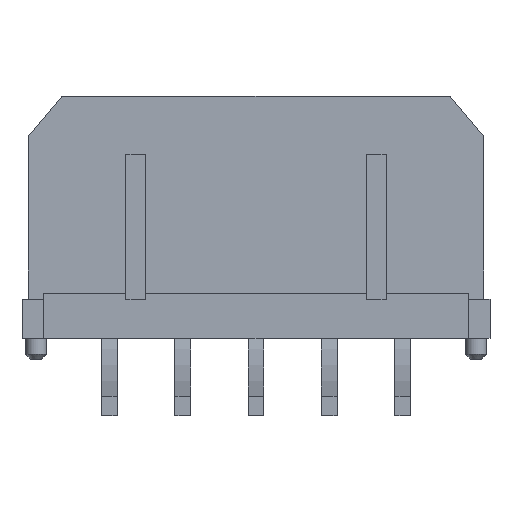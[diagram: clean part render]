
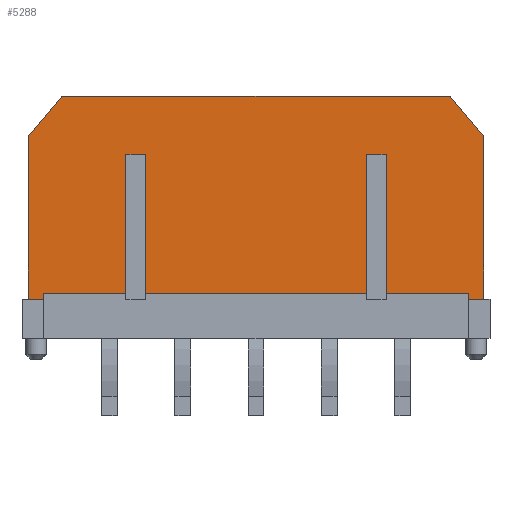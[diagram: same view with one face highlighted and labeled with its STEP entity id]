
A CAD part, front view. The second image highlights one B-rep face of the part: STEP entity #5288.
In plain terms, the highlighted planar face has unit normal (0, -1, 0).
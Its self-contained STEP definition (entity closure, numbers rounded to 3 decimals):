
#1321=DIRECTION('',(0.,0.,1.));
#1322=VECTOR('',#1321,5.66);
#1323=CARTESIAN_POINT('',(5.325,-3.43,-3.105));
#1324=LINE('',#1323,#1322);
#1325=DIRECTION('',(-1.,0.,0.));
#1326=VECTOR('',#1325,0.8);
#1327=CARTESIAN_POINT('',(5.325,-3.43,2.555));
#1328=LINE('',#1327,#1326);
#1329=DIRECTION('',(0.,0.,1.));
#1330=VECTOR('',#1329,5.66);
#1331=CARTESIAN_POINT('',(4.525,-3.43,-3.105));
#1332=LINE('',#1331,#1330);
#1333=DIRECTION('',(-1.,0.,0.));
#1334=VECTOR('',#1333,9.05);
#1335=CARTESIAN_POINT('',(4.525,-3.43,-3.105));
#1336=LINE('',#1335,#1334);
#1337=DIRECTION('',(0.,0.,1.));
#1338=VECTOR('',#1337,5.66);
#1339=CARTESIAN_POINT('',(-4.525,-3.43,-3.105));
#1340=LINE('',#1339,#1338);
#1341=DIRECTION('',(-1.,0.,0.));
#1342=VECTOR('',#1341,0.8);
#1343=CARTESIAN_POINT('',(-4.525,-3.43,2.555));
#1344=LINE('',#1343,#1342);
#1345=DIRECTION('',(0.,0.,1.));
#1346=VECTOR('',#1345,5.66);
#1347=CARTESIAN_POINT('',(-5.325,-3.43,-3.105));
#1348=LINE('',#1347,#1346);
#1349=DIRECTION('',(-1.,0.,0.));
#1350=VECTOR('',#1349,3.36);
#1351=CARTESIAN_POINT('',(-5.325,-3.43,-3.105));
#1352=LINE('',#1351,#1350);
#1353=DIRECTION('',(0.,0.,1.));
#1354=VECTOR('',#1353,0.25);
#1355=CARTESIAN_POINT('',(-8.685,-3.43,-3.355));
#1356=LINE('',#1355,#1354);
#1357=DIRECTION('',(1.,0.,0.));
#1358=VECTOR('',#1357,0.64);
#1359=CARTESIAN_POINT('',(-9.325,-3.43,-3.355));
#1360=LINE('',#1359,#1358);
#1361=DIRECTION('',(0.,0.,1.));
#1362=VECTOR('',#1361,6.66);
#1363=CARTESIAN_POINT('',(-9.325,-3.43,-3.355));
#1364=LINE('',#1363,#1362);
#1365=DIRECTION('',(0.643,0.,0.766));
#1366=VECTOR('',#1365,2.154);
#1367=CARTESIAN_POINT('',(-9.325,-3.43,3.305));
#1368=LINE('',#1367,#1366);
#1369=DIRECTION('',(0.643,0.,-0.766));
#1370=VECTOR('',#1369,2.154);
#1371=CARTESIAN_POINT('',(7.94,-3.43,4.955));
#1372=LINE('',#1371,#1370);
#1373=DIRECTION('',(-1.,0.,0.));
#1374=VECTOR('',#1373,0.64);
#1375=CARTESIAN_POINT('',(9.325,-3.43,-3.355));
#1376=LINE('',#1375,#1374);
#1377=DIRECTION('',(0.,0.,1.));
#1378=VECTOR('',#1377,0.25);
#1379=CARTESIAN_POINT('',(8.685,-3.43,-3.355));
#1380=LINE('',#1379,#1378);
#1381=DIRECTION('',(-1.,0.,0.));
#1382=VECTOR('',#1381,3.36);
#1383=CARTESIAN_POINT('',(8.685,-3.43,-3.105));
#1384=LINE('',#1383,#1382);
#1565=DIRECTION('',(1.,0.,0.));
#1566=VECTOR('',#1565,15.881);
#1567=CARTESIAN_POINT('',(-7.94,-3.43,4.955));
#1568=LINE('',#1567,#1566);
#1913=DIRECTION('',(0.,0.,1.));
#1914=VECTOR('',#1913,6.66);
#1915=CARTESIAN_POINT('',(9.325,-3.43,-3.355));
#1916=LINE('',#1915,#1914);
#2643=CARTESIAN_POINT('',(7.94,-3.43,4.955));
#2645=VERTEX_POINT('',#2643);
#2651=CARTESIAN_POINT('',(-7.94,-3.43,4.955));
#2653=VERTEX_POINT('',#2651);
#2664=CARTESIAN_POINT('',(-9.325,-3.43,3.305));
#2666=VERTEX_POINT('',#2664);
#2667=CARTESIAN_POINT('',(9.325,-3.43,3.305));
#2668=VERTEX_POINT('',#2667);
#2703=CARTESIAN_POINT('',(-9.325,-3.43,-3.355));
#2704=CARTESIAN_POINT('',(-8.685,-3.43,-3.355));
#2705=VERTEX_POINT('',#2703);
#2706=VERTEX_POINT('',#2704);
#2707=CARTESIAN_POINT('',(9.325,-3.43,-3.355));
#2708=CARTESIAN_POINT('',(8.685,-3.43,-3.355));
#2709=VERTEX_POINT('',#2707);
#2710=VERTEX_POINT('',#2708);
#2715=CARTESIAN_POINT('',(-8.685,-3.43,-3.105));
#2716=VERTEX_POINT('',#2715);
#2717=CARTESIAN_POINT('',(8.685,-3.43,-3.105));
#2718=VERTEX_POINT('',#2717);
#3195=CARTESIAN_POINT('',(5.325,-3.43,-3.105));
#3196=CARTESIAN_POINT('',(5.325,-3.43,2.555));
#3197=VERTEX_POINT('',#3195);
#3198=VERTEX_POINT('',#3196);
#3199=CARTESIAN_POINT('',(4.525,-3.43,2.555));
#3200=VERTEX_POINT('',#3199);
#3201=CARTESIAN_POINT('',(4.525,-3.43,-3.105));
#3202=VERTEX_POINT('',#3201);
#3203=CARTESIAN_POINT('',(-4.525,-3.43,-3.105));
#3204=CARTESIAN_POINT('',(-4.525,-3.43,2.555));
#3205=VERTEX_POINT('',#3203);
#3206=VERTEX_POINT('',#3204);
#3207=CARTESIAN_POINT('',(-5.325,-3.43,2.555));
#3208=VERTEX_POINT('',#3207);
#3209=CARTESIAN_POINT('',(-5.325,-3.43,-3.105));
#3210=VERTEX_POINT('',#3209);
#5246=CARTESIAN_POINT('',(-9.325,-3.43,-4.955));
#5247=DIRECTION('',(0.,-1.,0.));
#5248=DIRECTION('',(1.,0.,0.));
#5249=AXIS2_PLACEMENT_3D('',#5246,#5247,#5248);
#5250=PLANE('',#5249);
#5252=ORIENTED_EDGE('',*,*,#5251,.T.);
#5254=ORIENTED_EDGE('',*,*,#5253,.T.);
#5256=ORIENTED_EDGE('',*,*,#5255,.F.);
#5258=ORIENTED_EDGE('',*,*,#5257,.T.);
#5260=ORIENTED_EDGE('',*,*,#5259,.T.);
#5262=ORIENTED_EDGE('',*,*,#5261,.T.);
#5264=ORIENTED_EDGE('',*,*,#5263,.F.);
#5266=ORIENTED_EDGE('',*,*,#5265,.T.);
#5268=ORIENTED_EDGE('',*,*,#5267,.F.);
#5270=ORIENTED_EDGE('',*,*,#5269,.F.);
#5272=ORIENTED_EDGE('',*,*,#5271,.T.);
#5274=ORIENTED_EDGE('',*,*,#5273,.T.);
#5276=ORIENTED_EDGE('',*,*,#5275,.T.);
#5278=ORIENTED_EDGE('',*,*,#5277,.T.);
#5280=ORIENTED_EDGE('',*,*,#5279,.F.);
#5281=ORIENTED_EDGE('',*,*,#5234,.T.);
#5283=ORIENTED_EDGE('',*,*,#5282,.T.);
#5285=ORIENTED_EDGE('',*,*,#5284,.T.);
#5286=EDGE_LOOP('',(#5252,#5254,#5256,#5258,#5260,#5262,#5264,#5266,#5268,#5270,
#5272,#5274,#5276,#5278,#5280,#5281,#5283,#5285));
#5287=FACE_OUTER_BOUND('',#5286,.F.);
#5288=ADVANCED_FACE('',(#5287),#5250,.T.);
#5234=EDGE_CURVE('',#2709,#2710,#1376,.T.);
#5251=EDGE_CURVE('',#3197,#3198,#1324,.T.);
#5253=EDGE_CURVE('',#3198,#3200,#1328,.T.);
#5255=EDGE_CURVE('',#3202,#3200,#1332,.T.);
#5257=EDGE_CURVE('',#3202,#3205,#1336,.T.);
#5259=EDGE_CURVE('',#3205,#3206,#1340,.T.);
#5261=EDGE_CURVE('',#3206,#3208,#1344,.T.);
#5263=EDGE_CURVE('',#3210,#3208,#1348,.T.);
#5265=EDGE_CURVE('',#3210,#2716,#1352,.T.);
#5267=EDGE_CURVE('',#2706,#2716,#1356,.T.);
#5269=EDGE_CURVE('',#2705,#2706,#1360,.T.);
#5271=EDGE_CURVE('',#2705,#2666,#1364,.T.);
#5273=EDGE_CURVE('',#2666,#2653,#1368,.T.);
#5275=EDGE_CURVE('',#2653,#2645,#1568,.T.);
#5277=EDGE_CURVE('',#2645,#2668,#1372,.T.);
#5279=EDGE_CURVE('',#2709,#2668,#1916,.T.);
#5282=EDGE_CURVE('',#2710,#2718,#1380,.T.);
#5284=EDGE_CURVE('',#2718,#3197,#1384,.T.);
